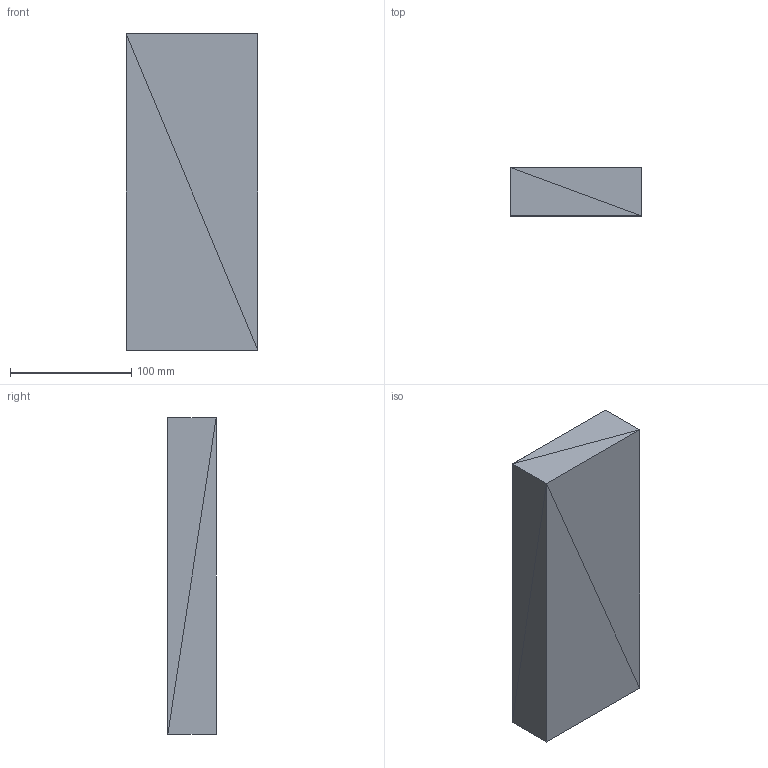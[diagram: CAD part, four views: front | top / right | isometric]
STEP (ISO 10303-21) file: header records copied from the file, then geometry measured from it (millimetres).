
FILE_DESCRIPTION(('STEP AP214'),'1');
FILE_NAME('result.stp','2026-01-20T19:49:23',(' '),(' '),'Spatial InterOp 3D',' ',' ');
FILE_SCHEMA(('automotive_design'));
Length unit declared in the file: metre
Products named in the file (1): Root
Bounding box: 109 x 40 x 261.4 mm (x, y, z)
Surface area: 114159.6 mm2 (no closed solid volume)
Topology: 0 solids, 28 shells, 28 faces, 84 edges, 16 vertices
Faces by surface type: plane 28
Entity records: 896 total; most frequent: DIRECTION 142, ORIENTED_EDGE 84, EDGE_CURVE 84, LINE 84, VECTOR 84, AXIS2_PLACEMENT_3D 29, STYLED_ITEM 28, PRESENTATION_STYLE_ASSIGNMENT 28
